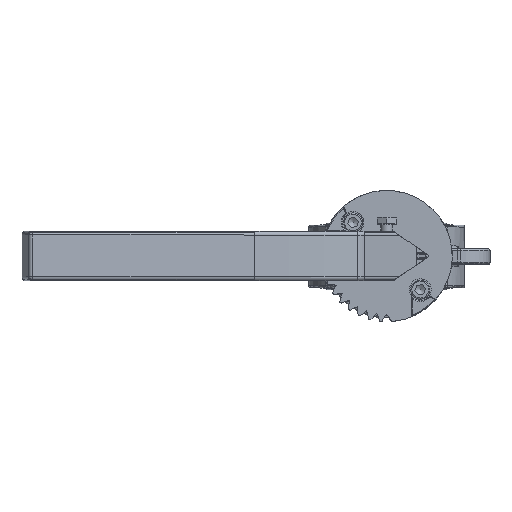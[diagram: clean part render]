
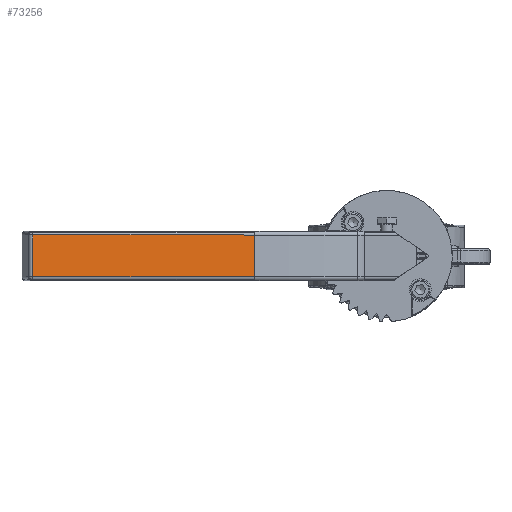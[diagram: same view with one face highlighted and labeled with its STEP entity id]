
A CAD part, top view. The second image highlights one B-rep face of the part: STEP entity #73256.
In plain terms, the highlighted planar face has unit normal (0.15, 0, 0.989).
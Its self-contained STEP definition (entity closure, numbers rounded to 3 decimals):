
#73217=CARTESIAN_POINT('',(-186.195,0.,199.977));
#73218=DIRECTION('',(0.15,0.,0.989));
#73219=DIRECTION('',(0.989,-0.,-0.15));
#73220=AXIS2_PLACEMENT_3D('',#73217,#73218,#73219);
#73221=PLANE('',#73220);
#73222=CARTESIAN_POINT('',(-69.531,-11.,182.268));
#73223=VERTEX_POINT('',#73222);
#73224=CARTESIAN_POINT('',(-186.195,-11.,199.977));
#73225=VERTEX_POINT('',#73224);
#73226=CARTESIAN_POINT('',(-69.531,-11.,182.268));
#73227=DIRECTION('',(-0.989,0.,0.15));
#73228=VECTOR('',#73227,118.);
#73229=LINE('',#73226,#73228);
#73230=EDGE_CURVE('',#73223,#73225,#73229,.T.);
#73231=ORIENTED_EDGE('',*,*,#73230,.F.);
#73232=CARTESIAN_POINT('',(-69.531,11.,182.268));
#73233=VERTEX_POINT('',#73232);
#73234=CARTESIAN_POINT('',(-69.531,-11.,182.268));
#73235=DIRECTION('',(0.,1.,-0.));
#73236=VECTOR('',#73235,22.);
#73237=LINE('',#73234,#73236);
#73238=EDGE_CURVE('',#73223,#73233,#73237,.T.);
#73239=ORIENTED_EDGE('',*,*,#73238,.T.);
#73240=CARTESIAN_POINT('',(-186.195,11.,199.977));
#73241=VERTEX_POINT('',#73240);
#73242=CARTESIAN_POINT('',(-186.195,11.,199.977));
#73243=DIRECTION('',(0.989,-0.,-0.15));
#73244=VECTOR('',#73243,118.);
#73245=LINE('',#73242,#73244);
#73246=EDGE_CURVE('',#73241,#73233,#73245,.T.);
#73247=ORIENTED_EDGE('',*,*,#73246,.F.);
#73248=CARTESIAN_POINT('',(-186.195,-11.,199.977));
#73249=DIRECTION('',(0.,1.,-0.));
#73250=VECTOR('',#73249,22.);
#73251=LINE('',#73248,#73250);
#73252=EDGE_CURVE('',#73225,#73241,#73251,.T.);
#73253=ORIENTED_EDGE('',*,*,#73252,.F.);
#73254=EDGE_LOOP('',(#73231,#73239,#73247,#73253));
#73255=FACE_BOUND('',#73254,.T.);
#73256=ADVANCED_FACE('',(#73255),#73221,.T.);
